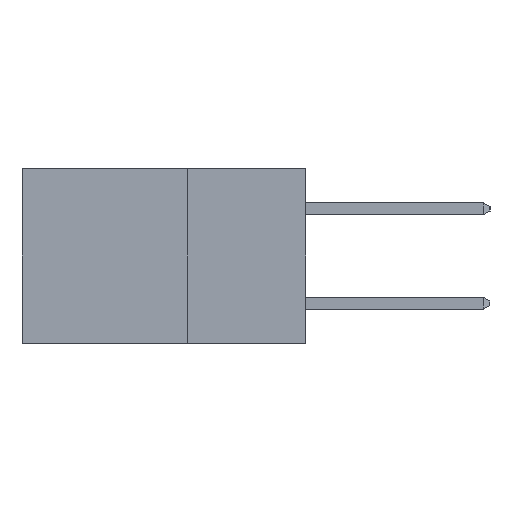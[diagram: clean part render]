
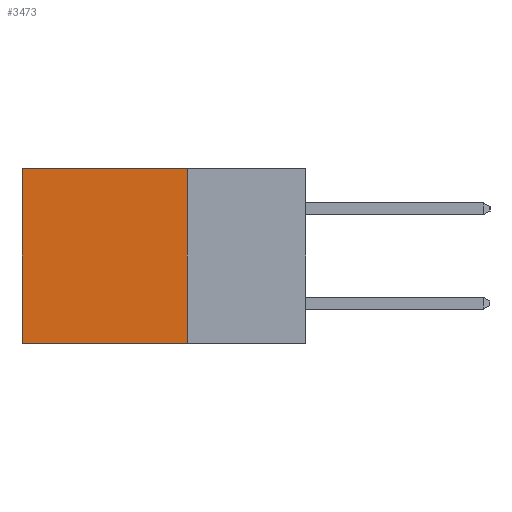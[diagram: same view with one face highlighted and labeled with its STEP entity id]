
A CAD part, left-side view. The second image highlights one B-rep face of the part: STEP entity #3473.
In plain terms, the highlighted planar face has unit normal (-1, 0, 0).
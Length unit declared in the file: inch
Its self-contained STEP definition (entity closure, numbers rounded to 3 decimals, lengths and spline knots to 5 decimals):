
#257 = VERTEX_POINT ( 'NONE', #8787 ) ;
#2322 = ORIENTED_EDGE ( 'NONE', *, *, #21374, .F. ) ;
#2910 = FACE_OUTER_BOUND ( 'NONE', #4803, .T. ) ;
#3070 = VECTOR ( 'NONE', #12245, 39.37008 ) ;
#3473 = ADVANCED_FACE ( 'NONE', ( #2910 ), #18209, .F. ) ;
#4803 = EDGE_LOOP ( 'NONE', ( #17572, #2322, #9778, #21320 ) ) ;
#5655 = CARTESIAN_POINT ( 'NONE',  ( 0.298, 0.25, 0. ) ) ;
#6056 = CARTESIAN_POINT ( 'NONE',  ( 0.298, 0.25, 0. ) ) ;
#6446 = LINE ( 'NONE', #18946, #19460 ) ;
#6509 = DIRECTION ( 'NONE',  ( 0., 1., 0. ) ) ;
#6797 = CARTESIAN_POINT ( 'NONE',  ( 0.298, 0.6, 0. ) ) ;
#6973 = CARTESIAN_POINT ( 'NONE',  ( 0.298, 0.6, 0. ) ) ;
#7253 = CARTESIAN_POINT ( 'NONE',  ( 0.298, 0.25, -0.37 ) ) ;
#7738 = VERTEX_POINT ( 'NONE', #6797 ) ;
#8787 = CARTESIAN_POINT ( 'NONE',  ( 0.298, 0.6, -0.37 ) ) ;
#9065 = DIRECTION ( 'NONE',  ( 0., 0., -1. ) ) ;
#9778 = ORIENTED_EDGE ( 'NONE', *, *, #20299, .F. ) ;
#9783 = VERTEX_POINT ( 'NONE', #7253 ) ;
#11793 = AXIS2_PLACEMENT_3D ( 'NONE', #14286, #17560, #9065 ) ;
#12117 = VECTOR ( 'NONE', #16288, 39.37008 ) ;
#12245 = DIRECTION ( 'NONE',  ( 0., 0., -1. ) ) ;
#12626 = LINE ( 'NONE', #6056, #12117 ) ;
#13377 = CARTESIAN_POINT ( 'NONE',  ( 0.298, 0.25, -0.37 ) ) ;
#13798 = VERTEX_POINT ( 'NONE', #5655 ) ;
#14286 = CARTESIAN_POINT ( 'NONE',  ( 0.298, 0.25, 0. ) ) ;
#14714 = VECTOR ( 'NONE', #6509, 39.37008 ) ;
#15189 = EDGE_CURVE ( 'NONE', #13798, #7738, #12626, .T. ) ;
#16288 = DIRECTION ( 'NONE',  ( 0., 1., 0. ) ) ;
#17419 = DIRECTION ( 'NONE',  ( 0., 0., -1. ) ) ;
#17560 = DIRECTION ( 'NONE',  ( 1., 0., 0. ) ) ;
#17572 = ORIENTED_EDGE ( 'NONE', *, *, #20891, .T. ) ;
#18209 = PLANE ( 'NONE',  #11793 ) ;
#18946 = CARTESIAN_POINT ( 'NONE',  ( 0.298, 0.25, 0. ) ) ;
#19146 = LINE ( 'NONE', #13377, #14714 ) ;
#19460 = VECTOR ( 'NONE', #17419, 39.37008 ) ;
#20202 = LINE ( 'NONE', #6973, #3070 ) ;
#20299 = EDGE_CURVE ( 'NONE', #13798, #9783, #6446, .T. ) ;
#20891 = EDGE_CURVE ( 'NONE', #7738, #257, #20202, .T. ) ;
#21320 = ORIENTED_EDGE ( 'NONE', *, *, #15189, .T. ) ;
#21374 = EDGE_CURVE ( 'NONE', #9783, #257, #19146, .T. ) ;
